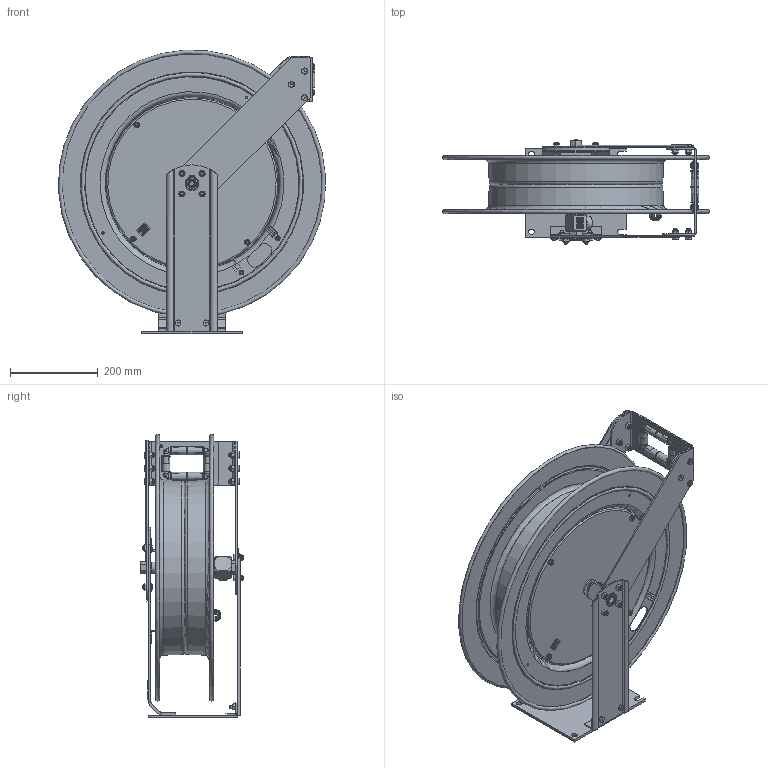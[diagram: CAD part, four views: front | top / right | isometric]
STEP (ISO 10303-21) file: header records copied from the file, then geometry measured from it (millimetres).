
FILE_DESCRIPTION(/* description */ (''),/* implementation_level */ '2;1');
FILE_NAME(/* name */ 'TSHL-N-475_SHARED.stp',/* time_stamp */ '2020-01-24T13:43:46-07:00',/* author */ ('NMelton'),/* organization */ (''),/* preprocessor_version */ 'ST-DEVELOPER v17',/* originating_system */ 'Autodesk Inventor 2019',/* authorisation */ '');
FILE_SCHEMA (('AUTOMOTIVE_DESIGN { 1 0 10303 214 3 1 1 }'));
Products named in the file (1): TSHL-N-475_SHARED
Bounding box: 608.58 x 237.12 x 646.94 mm (x, y, z)
Surface area: 2039284.7 mm2 (no closed solid volume)
Topology: 0 solids, 207 shells, 2683 faces, 12307 edges, 9409 vertices
Faces by surface type: plane 1324, cylinder 636, bspline 341, cone 230, torus 97, sphere 55
Full cylindrical faces by diameter (mm): 1.981 x2, 2.159 x1, 2.54 x1, 3.048 x1, 4.699 x4, 4.826 x2, 5.588 x3, 6.35 x8, 7.938 x12, 8.636 x4, 9.525 x1, 10.414 x1, 11.43 x12, 12.192 x16, 12.7 x3, 15.875 x1, 19.05 x7, 19.253 x1, 25.324 x1, 25.362 x1, 25.4 x1, 26.314 x1, 27.94 x2, 28.448 x1, 30.15 x1, 39.624 x1, 390.388 x1
Entity records: 132400 total; most frequent: CARTESIAN_POINT 38327, ORIENTED_EDGE 17170, DIRECTION 16841, EDGE_CURVE 12216, VERTEX_POINT 9409, LINE 6601, VECTOR 6601, AXIS2_PLACEMENT_3D 5120
